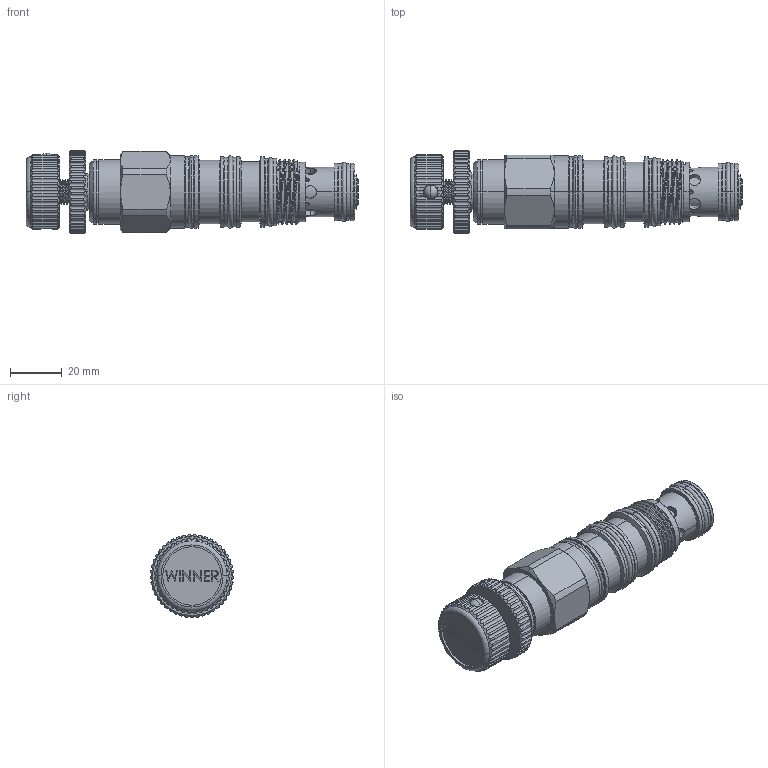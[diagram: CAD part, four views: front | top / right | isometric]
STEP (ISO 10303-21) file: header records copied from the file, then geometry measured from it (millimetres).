
FILE_DESCRIPTION (( 'STEP AP203' ), '1' );
FILE_NAME ('CW22A4B(4E)-K.STEP', '2021-06-28T00:57:18', ( '' ), ( '' ), 'SwSTEP 2.0', 'SolidWorks 2018', '' );
FILE_SCHEMA (( 'CONFIG_CONTROL_DESIGN' ));
Length unit declared in the file: millimetre
Products named in the file (1): CW22A4B(4E)-K
Bounding box: 128.84 x 32.2 x 32.18 mm (x, y, z)
Volume: 65484.1 mm3; surface area: 18879.3 mm2
Topology: 2 solids, 2 shells, 609 faces, 1607 edges, 1047 vertices
Faces by surface type: cylinder 400, plane 128, cone 45, torus 20, bspline 13, sphere 3
Entity records: 27845 total; most frequent: CARTESIAN_POINT 13281, ORIENTED_EDGE 3210, DIRECTION 2829, EDGE_CURVE 1605, AXIS2_PLACEMENT_3D 1089, VERTEX_POINT 1046, EDGE_LOOP 657, VECTOR 651
